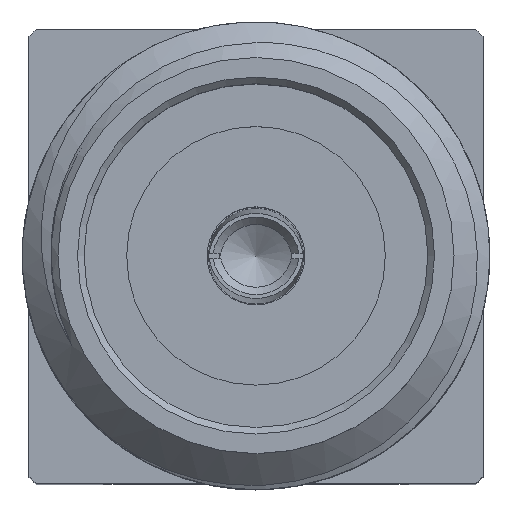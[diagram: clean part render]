
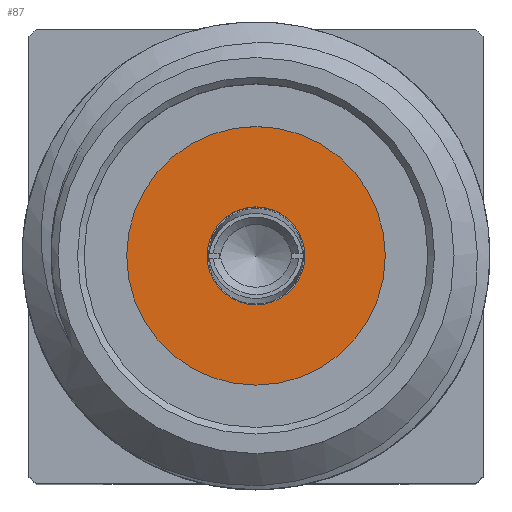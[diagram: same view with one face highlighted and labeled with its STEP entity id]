
A CAD part, top view. The second image highlights one B-rep face of the part: STEP entity #87.
In plain terms, the highlighted planar face has unit normal (0, 0, 1).
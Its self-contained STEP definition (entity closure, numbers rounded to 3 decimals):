
#87=ADVANCED_FACE('',(#177,#178),#179,.T.);
#177=FACE_BOUND('',#266,.T.);
#178=FACE_OUTER_BOUND('',#267,.T.);
#179=PLANE('',#268);
#266=EDGE_LOOP('',(#495,#496));
#267=EDGE_LOOP('',(#497,#498));
#268=AXIS2_PLACEMENT_3D('',#499,#500,#501);
#495=ORIENTED_EDGE('',*,*,#650,.T.);
#496=ORIENTED_EDGE('',*,*,#651,.T.);
#497=ORIENTED_EDGE('',*,*,#707,.F.);
#498=ORIENTED_EDGE('',*,*,#708,.F.);
#499=CARTESIAN_POINT('',(1.168,0.,-0.13));
#500=DIRECTION('',(0.,0.,1.0));
#501=DIRECTION('',(-1.0,0.,0.));
#650=EDGE_CURVE('',#4669,#4670,#4671,.T.);
#651=EDGE_CURVE('',#4670,#4669,#4672,.T.);
#707=EDGE_CURVE('',#4749,#4750,#4751,.F.);
#708=EDGE_CURVE('',#4750,#4749,#4752,.F.);
#4669=VERTEX_POINT('',#5219);
#4670=VERTEX_POINT('',#5220);
#4671=CIRCLE('',#5221,0.655);
#4672=CIRCLE('',#5222,0.655);
#4749=VERTEX_POINT('',#5337);
#4750=VERTEX_POINT('',#5338);
#4751=CIRCLE('',#5339,1.73);
#4752=CIRCLE('',#5340,1.73);
#5219=CARTESIAN_POINT('',(-0.655,0.,-0.13));
#5220=CARTESIAN_POINT('',(0.655,0.,-0.13));
#5221=AXIS2_PLACEMENT_3D('',#5519,#5520,#5521);
#5222=AXIS2_PLACEMENT_3D('',#5522,#5523,#5524);
#5337=CARTESIAN_POINT('',(1.73,0.,-0.13));
#5338=CARTESIAN_POINT('',(-1.73,0.,-0.13));
#5339=AXIS2_PLACEMENT_3D('',#5589,#5590,#5591);
#5340=AXIS2_PLACEMENT_3D('',#5592,#5593,#5594);
#5519=CARTESIAN_POINT('',(0.,0.,-0.13));
#5520=DIRECTION('',(0.,0.,-1.0));
#5521=DIRECTION('',(-1.0,0.,0.));
#5522=CARTESIAN_POINT('',(0.,0.,-0.13));
#5523=DIRECTION('',(0.,0.,-1.0));
#5524=DIRECTION('',(-1.0,0.,0.));
#5589=CARTESIAN_POINT('',(0.0,0.,-0.13));
#5590=DIRECTION('',(0.,0.,1.0));
#5591=DIRECTION('',(1.0,0.,0.));
#5592=CARTESIAN_POINT('',(0.0,0.,-0.13));
#5593=DIRECTION('',(0.,0.,1.0));
#5594=DIRECTION('',(1.0,0.,0.));
